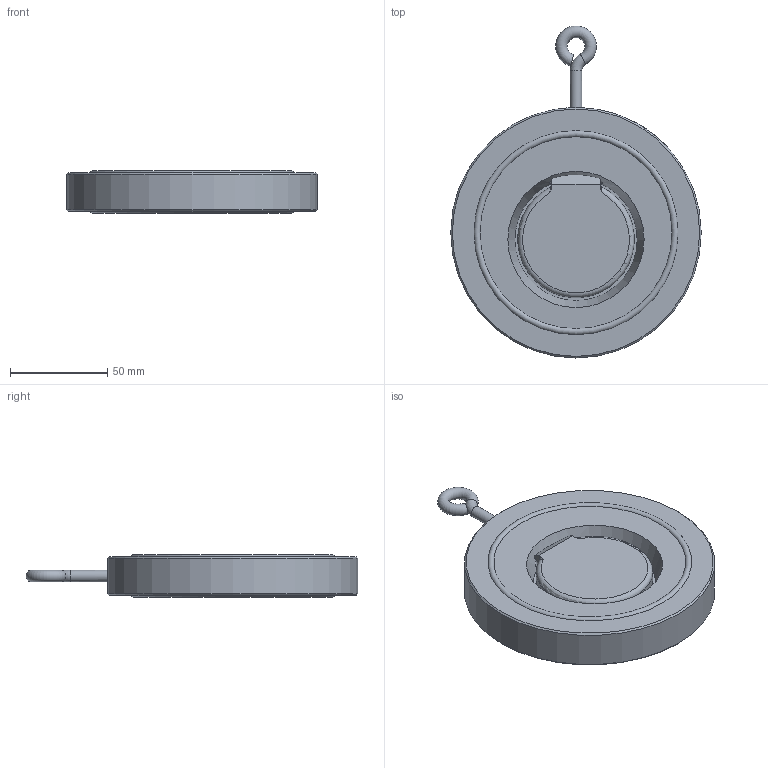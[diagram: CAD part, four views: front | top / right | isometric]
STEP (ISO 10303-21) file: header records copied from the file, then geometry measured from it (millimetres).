
FILE_DESCRIPTION (( 'STEP AP214' ), '1' );
FILE_NAME ('920-65.STEP', '2017-10-17T08:44:25', ( 'eh' ), ( 'Hewlett-Packard Company' ), 'SwSTEP 2.0', 'SolidWorks 2015', '' );
FILE_SCHEMA (( 'AUTOMOTIVE_DESIGN' ));
Length unit declared in the file: millimetre
Products named in the file (1): 920-65
Bounding box: 129 x 170.97 x 21.8 mm (x, y, z)
Volume: 238173.8 mm3; surface area: 42449.1 mm2
Topology: 1 solids, 2 shells, 125 faces, 319 edges, 211 vertices
Faces by surface type: plane 48, bspline 43, cylinder 18, torus 11, cone 5
Full cylindrical faces by diameter (mm): 5 x1, 6 x1, 40 x1, 129 x1
Entity records: 9999 total; most frequent: CARTESIAN_POINT 7371, ORIENTED_EDGE 594, DIRECTION 363, EDGE_CURVE 297, VERTEX_POINT 206, B_SPLINE_CURVE_WITH_KNOTS 168, EDGE_LOOP 159, AXIS2_PLACEMENT_3D 152
